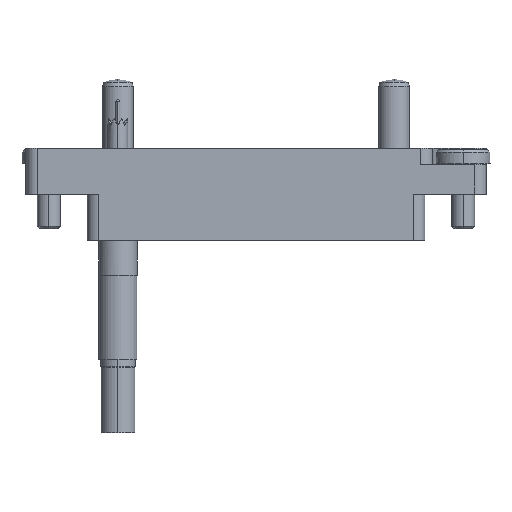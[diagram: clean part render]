
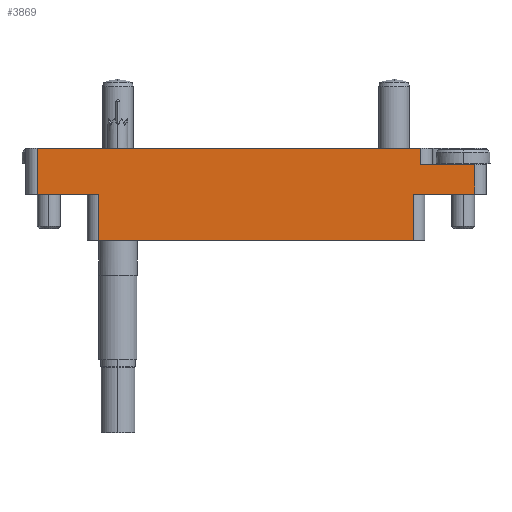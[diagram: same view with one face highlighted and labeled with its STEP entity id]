
A CAD part, left-side view. The second image highlights one B-rep face of the part: STEP entity #3869.
In plain terms, the highlighted face is planar.
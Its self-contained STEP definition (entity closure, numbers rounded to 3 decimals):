
#50 = CARTESIAN_POINT ( 'NONE',  ( -28.5, 0., 14.35 ) ) ;
#623 = EDGE_CURVE ( 'NONE', #2171, #10256, #24003, .T. ) ;
#1631 = PLANE ( 'NONE',  #21547 ) ;
#1754 = DIRECTION ( 'NONE',  ( -1., 0., 0. ) ) ;
#2171 = VERTEX_POINT ( 'NONE', #20341 ) ;
#2398 = CARTESIAN_POINT ( 'NONE',  ( 21.5, 6., 14.35 ) ) ;
#3736 = VECTOR ( 'NONE', #25447, 1000. ) ;
#3869 = ADVANCED_FACE ( 'NONE', ( #26048 ), #1631, .F. ) ;
#3949 = CARTESIAN_POINT ( 'NONE',  ( 28.5, 3.9, 14.35 ) ) ;
#4013 = DIRECTION ( 'NONE',  ( 0., 0., -1. ) ) ;
#4180 = LINE ( 'NONE', #14194, #20618 ) ;
#4635 = CARTESIAN_POINT ( 'NONE',  ( -22., -6., 14.35 ) ) ;
#4929 = LINE ( 'NONE', #7169, #25828 ) ;
#4966 = VERTEX_POINT ( 'NONE', #5163 ) ;
#5163 = CARTESIAN_POINT ( 'NONE',  ( 20.5, 0., 14.35 ) ) ;
#5657 = LINE ( 'NONE', #13705, #3736 ) ;
#5825 = VERTEX_POINT ( 'NONE', #2398 ) ;
#6798 = ORIENTED_EDGE ( 'NONE', *, *, #11258, .T. ) ;
#6869 = EDGE_LOOP ( 'NONE', ( #19333, #18267, #15519, #13737, #10155, #24103, #10958, #6798, #22709, #20934 ) ) ;
#7169 = CARTESIAN_POINT ( 'NONE',  ( 30., 0., 14.35 ) ) ;
#7223 = LINE ( 'NONE', #17641, #19300 ) ;
#7836 = DIRECTION ( 'NONE',  ( 0., -1., 0. ) ) ;
#8002 = LINE ( 'NONE', #14447, #19955 ) ;
#8855 = EDGE_CURVE ( 'NONE', #17348, #4966, #7223, .T. ) ;
#10155 = ORIENTED_EDGE ( 'NONE', *, *, #19556, .F. ) ;
#10256 = VERTEX_POINT ( 'NONE', #10650 ) ;
#10532 = CARTESIAN_POINT ( 'NONE',  ( 20.5, -6., 14.35 ) ) ;
#10650 = CARTESIAN_POINT ( 'NONE',  ( 28.5, 3.9, 14.35 ) ) ;
#10762 = VERTEX_POINT ( 'NONE', #12273 ) ;
#10860 = CARTESIAN_POINT ( 'NONE',  ( -30., 6., 14.35 ) ) ;
#10958 = ORIENTED_EDGE ( 'NONE', *, *, #21882, .F. ) ;
#11258 = EDGE_CURVE ( 'NONE', #10762, #22164, #15758, .T. ) ;
#11984 = VECTOR ( 'NONE', #15362, 1000. ) ;
#11988 = DIRECTION ( 'NONE',  ( 0., 1., 0. ) ) ;
#12273 = CARTESIAN_POINT ( 'NONE',  ( -28.5, 6., 14.35 ) ) ;
#12388 = CARTESIAN_POINT ( 'NONE',  ( -28.5, 0., 14.35 ) ) ;
#13705 = CARTESIAN_POINT ( 'NONE',  ( -20.5, 0., 14.35 ) ) ;
#13737 = ORIENTED_EDGE ( 'NONE', *, *, #623, .T. ) ;
#13760 = CARTESIAN_POINT ( 'NONE',  ( 21.5, 3.9, 14.35 ) ) ;
#14192 = DIRECTION ( 'NONE',  ( 1., 0., 0. ) ) ;
#14194 = CARTESIAN_POINT ( 'NONE',  ( 21.5, 0., 14.35 ) ) ;
#14290 = EDGE_CURVE ( 'NONE', #25027, #5825, #4180, .T. ) ;
#14447 = CARTESIAN_POINT ( 'NONE',  ( 30., 3.9, 14.35 ) ) ;
#14783 = DIRECTION ( 'NONE',  ( -1., 0., 0. ) ) ;
#15362 = DIRECTION ( 'NONE',  ( -1., 0., 0. ) ) ;
#15519 = ORIENTED_EDGE ( 'NONE', *, *, #20949, .F. ) ;
#15758 = LINE ( 'NONE', #50, #25128 ) ;
#16668 = LINE ( 'NONE', #10860, #19662 ) ;
#16902 = LINE ( 'NONE', #4635, #18220 ) ;
#17348 = VERTEX_POINT ( 'NONE', #10532 ) ;
#17640 = CARTESIAN_POINT ( 'NONE',  ( -20.5, 0., 14.35 ) ) ;
#17641 = CARTESIAN_POINT ( 'NONE',  ( 20.5, 0., 14.35 ) ) ;
#17867 = LINE ( 'NONE', #25927, #11984 ) ;
#17881 = EDGE_CURVE ( 'NONE', #22349, #21020, #5657, .T. ) ;
#17978 = CARTESIAN_POINT ( 'NONE',  ( -30., 0., 14.35 ) ) ;
#18220 = VECTOR ( 'NONE', #14783, 1000. ) ;
#18267 = ORIENTED_EDGE ( 'NONE', *, *, #8855, .T. ) ;
#19152 = VECTOR ( 'NONE', #11988, 1000. ) ;
#19300 = VECTOR ( 'NONE', #25834, 1000. ) ;
#19333 = ORIENTED_EDGE ( 'NONE', *, *, #25166, .F. ) ;
#19556 = EDGE_CURVE ( 'NONE', #25027, #10256, #8002, .T. ) ;
#19662 = VECTOR ( 'NONE', #24471, 1000. ) ;
#19955 = VECTOR ( 'NONE', #14192, 1000. ) ;
#20341 = CARTESIAN_POINT ( 'NONE',  ( 28.5, 0., 14.35 ) ) ;
#20618 = VECTOR ( 'NONE', #24378, 1000. ) ;
#20934 = ORIENTED_EDGE ( 'NONE', *, *, #17881, .T. ) ;
#20949 = EDGE_CURVE ( 'NONE', #2171, #4966, #17867, .T. ) ;
#21020 = VERTEX_POINT ( 'NONE', #21424 ) ;
#21424 = CARTESIAN_POINT ( 'NONE',  ( -20.5, -6., 14.35 ) ) ;
#21547 = AXIS2_PLACEMENT_3D ( 'NONE', #17978, #4013, #1754 ) ;
#21882 = EDGE_CURVE ( 'NONE', #10762, #5825, #16668, .T. ) ;
#22164 = VERTEX_POINT ( 'NONE', #12388 ) ;
#22349 = VERTEX_POINT ( 'NONE', #17640 ) ;
#22709 = ORIENTED_EDGE ( 'NONE', *, *, #24820, .F. ) ;
#23012 = DIRECTION ( 'NONE',  ( -1., 0., 0. ) ) ;
#24003 = LINE ( 'NONE', #3949, #19152 ) ;
#24103 = ORIENTED_EDGE ( 'NONE', *, *, #14290, .T. ) ;
#24378 = DIRECTION ( 'NONE',  ( 0., 1., 0. ) ) ;
#24471 = DIRECTION ( 'NONE',  ( 1., 0., 0. ) ) ;
#24820 = EDGE_CURVE ( 'NONE', #22349, #22164, #4929, .T. ) ;
#25027 = VERTEX_POINT ( 'NONE', #13760 ) ;
#25128 = VECTOR ( 'NONE', #7836, 1000. ) ;
#25166 = EDGE_CURVE ( 'NONE', #17348, #21020, #16902, .T. ) ;
#25447 = DIRECTION ( 'NONE',  ( 0., -1., 0. ) ) ;
#25828 = VECTOR ( 'NONE', #23012, 1000. ) ;
#25834 = DIRECTION ( 'NONE',  ( 0., 1., 0. ) ) ;
#25927 = CARTESIAN_POINT ( 'NONE',  ( 30., 0., 14.35 ) ) ;
#26048 = FACE_OUTER_BOUND ( 'NONE', #6869, .T. ) ;
